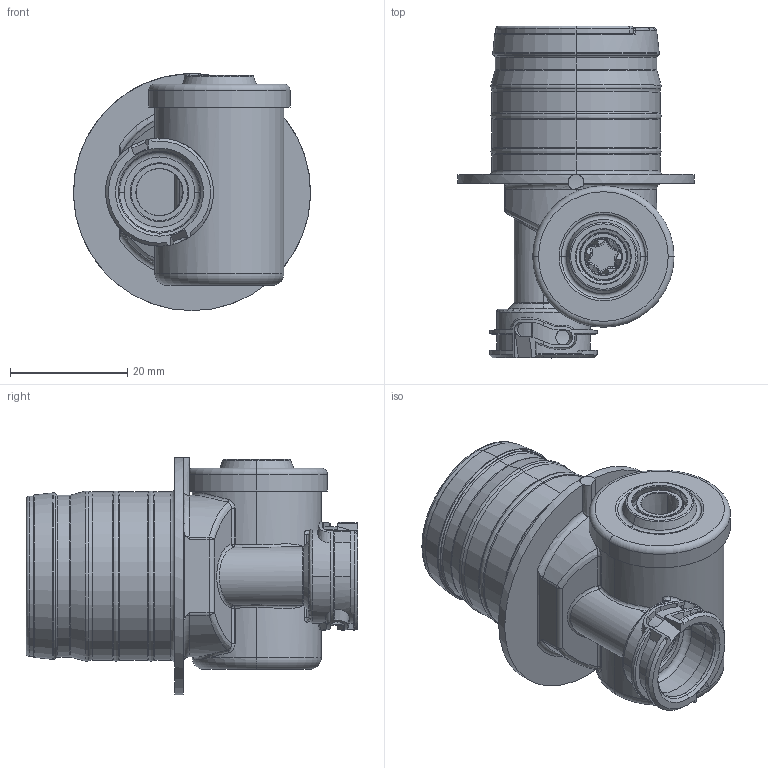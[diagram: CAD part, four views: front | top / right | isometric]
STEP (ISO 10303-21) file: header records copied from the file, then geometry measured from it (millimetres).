
FILE_DESCRIPTION (( 'STEP AP214' ), '1' );
FILE_NAME ('BiB19-HP_C_Defeatured.STEP', '2021-02-08T12:21:06', ( '' ), ( '' ), 'SwSTEP 2.0', 'SolidWorks 2018', '' );
FILE_SCHEMA (( 'AUTOMOTIVE_DESIGN' ));
Length unit declared in the file: millimetre
Products named in the file (1): BiB19-HP_C_Defeatured
Bounding box: 40.4 x 56.54 x 40.45 mm (x, y, z)
Volume: 25486.6 mm3; surface area: 13107.3 mm2
Topology: 1 solids, 1 shells, 880 faces, 2251 edges, 1398 vertices
Faces by surface type: bspline 313, plane 279, cylinder 128, torus 91, cone 61, sphere 8
Entity records: 51730 total; most frequent: CARTESIAN_POINT 23266, ORIENTED_EDGE 4462, DIRECTION 3059, EDGE_CURVE 2231, VERTEX_POINT 1398, AXIS2_PLACEMENT_3D 1075, EDGE_LOOP 925, LINE 909
